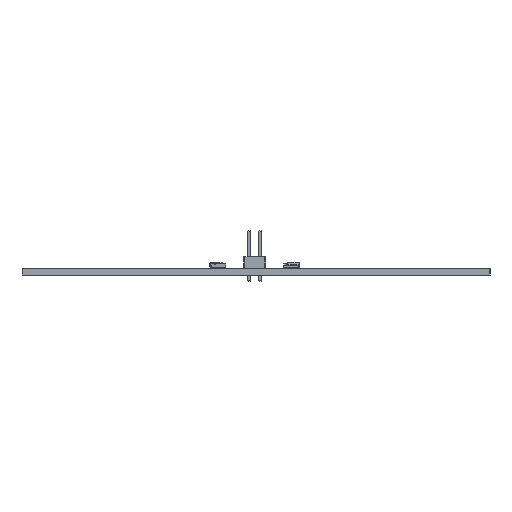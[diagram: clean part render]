
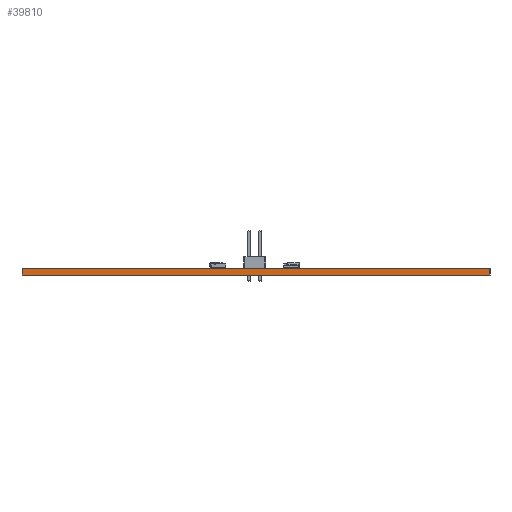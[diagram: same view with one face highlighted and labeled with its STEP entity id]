
A CAD part, left-side view. The second image highlights one B-rep face of the part: STEP entity #39810.
In plain terms, the highlighted planar face has unit normal (-1, 0, 0).
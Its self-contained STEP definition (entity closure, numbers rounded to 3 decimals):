
#39629 = PLANE('',#39630);
#39630 = AXIS2_PLACEMENT_3D('',#39631,#39632,#39633);
#39631 = CARTESIAN_POINT('',(457.14,-260.708,0.));
#39632 = DIRECTION('',(0.,-1.,0.));
#39633 = DIRECTION('',(-1.,0.,0.));
#39654 = VERTEX_POINT('',#39655);
#39655 = CARTESIAN_POINT('',(288.14,-260.708,1.6));
#39669 = PLANE('',#39670);
#39670 = AXIS2_PLACEMENT_3D('',#39671,#39672,#39673);
#39671 = CARTESIAN_POINT('',(372.64,-314.708,1.6));
#39672 = DIRECTION('',(0.,0.,1.));
#39673 = DIRECTION('',(1.,0.,0.));
#39681 = EDGE_CURVE('',#39682,#39654,#39684,.T.);
#39682 = VERTEX_POINT('',#39683);
#39683 = CARTESIAN_POINT('',(288.14,-260.708,0.));
#39684 = SURFACE_CURVE('',#39685,(#39689,#39696),.PCURVE_S1.);
#39685 = LINE('',#39686,#39687);
#39686 = CARTESIAN_POINT('',(288.14,-260.708,0.));
#39687 = VECTOR('',#39688,1.);
#39688 = DIRECTION('',(0.,0.,1.));
#39689 = PCURVE('',#39629,#39690);
#39690 = DEFINITIONAL_REPRESENTATION('',(#39691),#39695);
#39691 = LINE('',#39692,#39693);
#39692 = CARTESIAN_POINT('',(169.,0.));
#39693 = VECTOR('',#39694,1.);
#39694 = DIRECTION('',(0.,-1.));
#39695 = ( GEOMETRIC_REPRESENTATION_CONTEXT(2) 
PARAMETRIC_REPRESENTATION_CONTEXT() REPRESENTATION_CONTEXT('2D SPACE',''
  ) );
#39696 = PCURVE('',#39697,#39702);
#39697 = PLANE('',#39698);
#39698 = AXIS2_PLACEMENT_3D('',#39699,#39700,#39701);
#39699 = CARTESIAN_POINT('',(288.14,-260.708,0.));
#39700 = DIRECTION('',(1.,0.,0.));
#39701 = DIRECTION('',(0.,-1.,0.));
#39702 = DEFINITIONAL_REPRESENTATION('',(#39703),#39707);
#39703 = LINE('',#39704,#39705);
#39704 = CARTESIAN_POINT('',(0.,0.));
#39705 = VECTOR('',#39706,1.);
#39706 = DIRECTION('',(0.,-1.));
#39707 = ( GEOMETRIC_REPRESENTATION_CONTEXT(2) 
PARAMETRIC_REPRESENTATION_CONTEXT() REPRESENTATION_CONTEXT('2D SPACE',''
  ) );
#39723 = PLANE('',#39724);
#39724 = AXIS2_PLACEMENT_3D('',#39725,#39726,#39727);
#39725 = CARTESIAN_POINT('',(372.64,-314.708,0.));
#39726 = DIRECTION('',(0.,0.,1.));
#39727 = DIRECTION('',(1.,0.,0.));
#39756 = PLANE('',#39757);
#39757 = AXIS2_PLACEMENT_3D('',#39758,#39759,#39760);
#39758 = CARTESIAN_POINT('',(288.14,-368.708,0.));
#39759 = DIRECTION('',(0.,1.,0.));
#39760 = DIRECTION('',(1.,0.,0.));
#39810 = ADVANCED_FACE('',(#39811),#39697,.F.);
#39811 = FACE_BOUND('',#39812,.F.);
#39812 = EDGE_LOOP('',(#39813,#39814,#39837,#39860));
#39813 = ORIENTED_EDGE('',*,*,#39681,.T.);
#39814 = ORIENTED_EDGE('',*,*,#39815,.T.);
#39815 = EDGE_CURVE('',#39654,#39816,#39818,.T.);
#39816 = VERTEX_POINT('',#39817);
#39817 = CARTESIAN_POINT('',(288.14,-368.708,1.6));
#39818 = SURFACE_CURVE('',#39819,(#39823,#39830),.PCURVE_S1.);
#39819 = LINE('',#39820,#39821);
#39820 = CARTESIAN_POINT('',(288.14,-260.708,1.6));
#39821 = VECTOR('',#39822,1.);
#39822 = DIRECTION('',(0.,-1.,0.));
#39823 = PCURVE('',#39697,#39824);
#39824 = DEFINITIONAL_REPRESENTATION('',(#39825),#39829);
#39825 = LINE('',#39826,#39827);
#39826 = CARTESIAN_POINT('',(0.,-1.6));
#39827 = VECTOR('',#39828,1.);
#39828 = DIRECTION('',(1.,0.));
#39829 = ( GEOMETRIC_REPRESENTATION_CONTEXT(2) 
PARAMETRIC_REPRESENTATION_CONTEXT() REPRESENTATION_CONTEXT('2D SPACE',''
  ) );
#39830 = PCURVE('',#39669,#39831);
#39831 = DEFINITIONAL_REPRESENTATION('',(#39832),#39836);
#39832 = LINE('',#39833,#39834);
#39833 = CARTESIAN_POINT('',(-84.5,54.));
#39834 = VECTOR('',#39835,1.);
#39835 = DIRECTION('',(0.,-1.));
#39836 = ( GEOMETRIC_REPRESENTATION_CONTEXT(2) 
PARAMETRIC_REPRESENTATION_CONTEXT() REPRESENTATION_CONTEXT('2D SPACE',''
  ) );
#39837 = ORIENTED_EDGE('',*,*,#39838,.F.);
#39838 = EDGE_CURVE('',#39839,#39816,#39841,.T.);
#39839 = VERTEX_POINT('',#39840);
#39840 = CARTESIAN_POINT('',(288.14,-368.708,0.));
#39841 = SURFACE_CURVE('',#39842,(#39846,#39853),.PCURVE_S1.);
#39842 = LINE('',#39843,#39844);
#39843 = CARTESIAN_POINT('',(288.14,-368.708,0.));
#39844 = VECTOR('',#39845,1.);
#39845 = DIRECTION('',(0.,0.,1.));
#39846 = PCURVE('',#39697,#39847);
#39847 = DEFINITIONAL_REPRESENTATION('',(#39848),#39852);
#39848 = LINE('',#39849,#39850);
#39849 = CARTESIAN_POINT('',(108.,0.));
#39850 = VECTOR('',#39851,1.);
#39851 = DIRECTION('',(0.,-1.));
#39852 = ( GEOMETRIC_REPRESENTATION_CONTEXT(2) 
PARAMETRIC_REPRESENTATION_CONTEXT() REPRESENTATION_CONTEXT('2D SPACE',''
  ) );
#39853 = PCURVE('',#39756,#39854);
#39854 = DEFINITIONAL_REPRESENTATION('',(#39855),#39859);
#39855 = LINE('',#39856,#39857);
#39856 = CARTESIAN_POINT('',(0.,0.));
#39857 = VECTOR('',#39858,1.);
#39858 = DIRECTION('',(0.,-1.));
#39859 = ( GEOMETRIC_REPRESENTATION_CONTEXT(2) 
PARAMETRIC_REPRESENTATION_CONTEXT() REPRESENTATION_CONTEXT('2D SPACE',''
  ) );
#39860 = ORIENTED_EDGE('',*,*,#39861,.F.);
#39861 = EDGE_CURVE('',#39682,#39839,#39862,.T.);
#39862 = SURFACE_CURVE('',#39863,(#39867,#39874),.PCURVE_S1.);
#39863 = LINE('',#39864,#39865);
#39864 = CARTESIAN_POINT('',(288.14,-260.708,0.));
#39865 = VECTOR('',#39866,1.);
#39866 = DIRECTION('',(0.,-1.,0.));
#39867 = PCURVE('',#39697,#39868);
#39868 = DEFINITIONAL_REPRESENTATION('',(#39869),#39873);
#39869 = LINE('',#39870,#39871);
#39870 = CARTESIAN_POINT('',(0.,0.));
#39871 = VECTOR('',#39872,1.);
#39872 = DIRECTION('',(1.,0.));
#39873 = ( GEOMETRIC_REPRESENTATION_CONTEXT(2) 
PARAMETRIC_REPRESENTATION_CONTEXT() REPRESENTATION_CONTEXT('2D SPACE',''
  ) );
#39874 = PCURVE('',#39723,#39875);
#39875 = DEFINITIONAL_REPRESENTATION('',(#39876),#39880);
#39876 = LINE('',#39877,#39878);
#39877 = CARTESIAN_POINT('',(-84.5,54.));
#39878 = VECTOR('',#39879,1.);
#39879 = DIRECTION('',(0.,-1.));
#39880 = ( GEOMETRIC_REPRESENTATION_CONTEXT(2) 
PARAMETRIC_REPRESENTATION_CONTEXT() REPRESENTATION_CONTEXT('2D SPACE',''
  ) );
